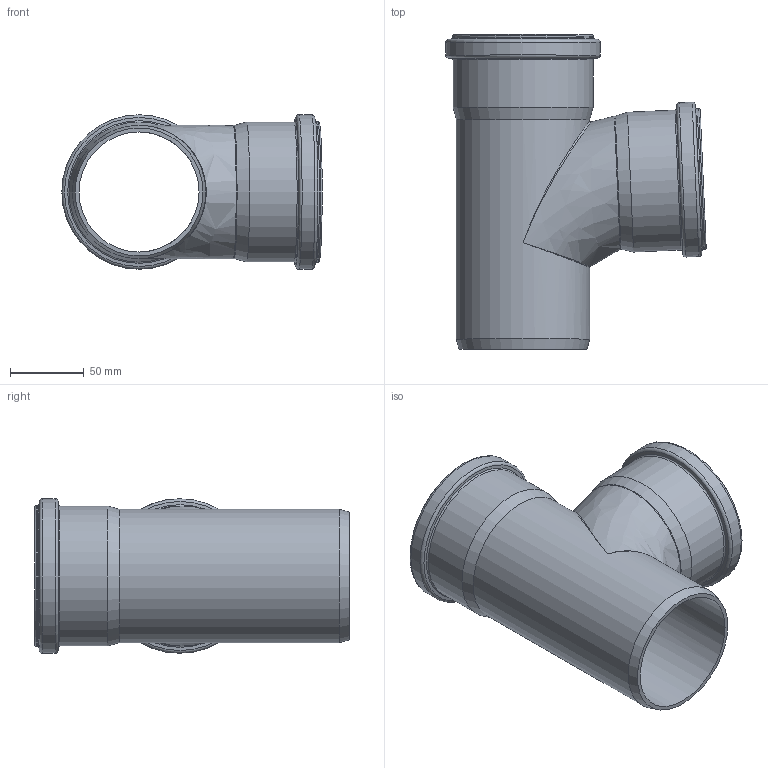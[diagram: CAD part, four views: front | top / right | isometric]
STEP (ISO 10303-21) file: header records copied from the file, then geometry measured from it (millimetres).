
FILE_DESCRIPTION(/* description */ (''),/* implementation_level */ '2;1');
FILE_NAME(/* name */ '334400 SKOLANsafeEA Abzweiger DN_OD 90_90_87°.stp',/* time_stamp */ '2018-01-09T11:02:15+01:00',/* author */ ('user1'),/* organization */ (''),/* preprocessor_version */ 'ST-DEVELOPER v16.1',/* originating_system */ 'Autodesk Inventor 2016',/* authorisation */ '');
FILE_SCHEMA (('AUTOMOTIVE_DESIGN { 1 0 10303 214 3 1 1 }'));
Length unit declared in the file: millimetre
Products named in the file (1): 334400 SKOLANsafeEA Abzweiger DN_OD 90_90_87°
Bounding box: 176.16 x 213 x 104.5 mm (x, y, z)
Volume: 289721.9 mm3; surface area: 168669 mm2
Topology: 1 solids, 1 shells, 64 faces, 138 edges, 73 vertices
Faces by surface type: torus 22, cylinder 18, cone 15, plane 5, bspline 4
Full cylindrical faces by diameter (mm): 81.2 x2, 90.2 x2, 90.5 x2, 90.8 x4, 94.7 x2, 95 x2, 100.3 x2, 104.5 x2
Entity records: 1800 total; most frequent: CARTESIAN_POINT 665, DIRECTION 252, ORIENTED_EDGE 142, EDGE_LOOP 126, AXIS2_PLACEMENT_3D 126, EDGE_CURVE 71, VERTEX_POINT 67, CIRCLE 65
